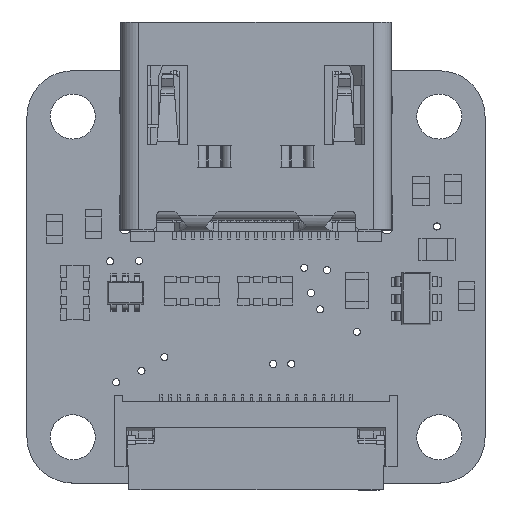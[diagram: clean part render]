
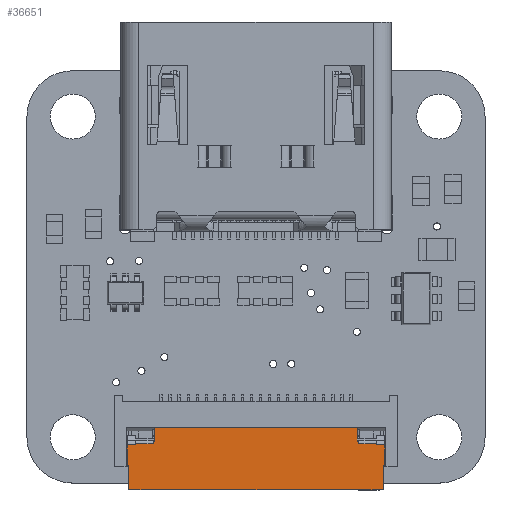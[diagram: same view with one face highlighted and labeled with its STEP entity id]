
A CAD part, top view. The second image highlights one B-rep face of the part: STEP entity #36651.
In plain terms, the highlighted planar face has unit normal (0, 0, 1).
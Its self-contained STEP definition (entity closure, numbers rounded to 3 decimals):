
#1268=PLANE('',#39233);
#3084=FACE_OUTER_BOUND('',#5018,.T.);
#5018=EDGE_LOOP('',(#31533,#31534,#31535,#31536,#31537,#31538,#31539,#31540,
#31541,#31542,#31543,#31544,#31545,#31546,#31547,#31548,#31549,#31550,#31551,
#31552,#31553,#31554,#31555,#31556,#31557,#31558,#31559,#31560));
#8535=LINE('',#58195,#13050);
#8537=LINE('',#58201,#13052);
#8562=LINE('',#58252,#13077);
#8605=LINE('',#58344,#13120);
#8606=LINE('',#58346,#13121);
#8607=LINE('',#58348,#13122);
#8608=LINE('',#58350,#13123);
#8609=LINE('',#58352,#13124);
#8610=LINE('',#58354,#13125);
#8611=LINE('',#58356,#13126);
#8612=LINE('',#58358,#13127);
#8613=LINE('',#58360,#13128);
#8614=LINE('',#58362,#13129);
#8615=LINE('',#58364,#13130);
#8616=LINE('',#58366,#13131);
#8617=LINE('',#58368,#13132);
#8618=LINE('',#58370,#13133);
#8619=LINE('',#58372,#13134);
#8620=LINE('',#58374,#13135);
#8621=LINE('',#58376,#13136);
#8622=LINE('',#58378,#13137);
#8623=LINE('',#58380,#13138);
#8624=LINE('',#58382,#13139);
#8625=LINE('',#58384,#13140);
#8626=LINE('',#58386,#13141);
#8627=LINE('',#58388,#13142);
#8628=LINE('',#58390,#13143);
#8629=LINE('',#58391,#13144);
#13050=VECTOR('',#46696,10.);
#13052=VECTOR('',#46700,10.);
#13077=VECTOR('',#46731,10.);
#13120=VECTOR('',#46808,0.32);
#13121=VECTOR('',#46809,0.139);
#13122=VECTOR('',#46810,0.975);
#13123=VECTOR('',#46811,0.07);
#13124=VECTOR('',#46812,0.455);
#13125=VECTOR('',#46813,1.151);
#13126=VECTOR('',#46814,0.08);
#13127=VECTOR('',#46815,1.35);
#13128=VECTOR('',#46816,1.35);
#13129=VECTOR('',#46817,0.05);
#13130=VECTOR('',#46818,0.75);
#13131=VECTOR('',#46819,0.05);
#13132=VECTOR('',#46820,9.9);
#13133=VECTOR('',#46821,0.05);
#13134=VECTOR('',#46822,0.75);
#13135=VECTOR('',#46823,0.05);
#13136=VECTOR('',#46824,1.35);
#13137=VECTOR('',#46825,1.35);
#13138=VECTOR('',#46826,0.08);
#13139=VECTOR('',#46827,1.151);
#13140=VECTOR('',#46828,0.455);
#13141=VECTOR('',#46829,0.07);
#13142=VECTOR('',#46830,0.975);
#13143=VECTOR('',#46831,0.139);
#13144=VECTOR('',#46832,0.32);
#17648=VERTEX_POINT('',#58163);
#17663=VERTEX_POINT('',#58193);
#17664=VERTEX_POINT('',#58197);
#17666=VERTEX_POINT('',#58200);
#17721=VERTEX_POINT('',#58343);
#17722=VERTEX_POINT('',#58345);
#17723=VERTEX_POINT('',#58347);
#17724=VERTEX_POINT('',#58349);
#17725=VERTEX_POINT('',#58351);
#17726=VERTEX_POINT('',#58353);
#17727=VERTEX_POINT('',#58355);
#17728=VERTEX_POINT('',#58357);
#17729=VERTEX_POINT('',#58359);
#17730=VERTEX_POINT('',#58361);
#17731=VERTEX_POINT('',#58363);
#17732=VERTEX_POINT('',#58365);
#17733=VERTEX_POINT('',#58367);
#17734=VERTEX_POINT('',#58369);
#17735=VERTEX_POINT('',#58371);
#17736=VERTEX_POINT('',#58373);
#17737=VERTEX_POINT('',#58375);
#17738=VERTEX_POINT('',#58377);
#17739=VERTEX_POINT('',#58379);
#17740=VERTEX_POINT('',#58381);
#17741=VERTEX_POINT('',#58383);
#17742=VERTEX_POINT('',#58385);
#17743=VERTEX_POINT('',#58387);
#17744=VERTEX_POINT('',#58389);
#22424=EDGE_CURVE('',#17663,#17648,#8535,.T.);
#22426=EDGE_CURVE('',#17664,#17666,#8537,.T.);
#22452=EDGE_CURVE('',#17648,#17664,#8562,.T.);
#22498=EDGE_CURVE('',#17721,#17663,#8605,.T.);
#22499=EDGE_CURVE('',#17721,#17722,#8606,.T.);
#22500=EDGE_CURVE('',#17722,#17723,#8607,.T.);
#22501=EDGE_CURVE('',#17723,#17724,#8608,.T.);
#22502=EDGE_CURVE('',#17725,#17724,#8609,.T.);
#22503=EDGE_CURVE('',#17725,#17726,#8610,.T.);
#22504=EDGE_CURVE('',#17727,#17726,#8611,.T.);
#22505=EDGE_CURVE('',#17727,#17728,#8612,.T.);
#22506=EDGE_CURVE('',#17729,#17728,#8613,.T.);
#22507=EDGE_CURVE('',#17729,#17730,#8614,.T.);
#22508=EDGE_CURVE('',#17731,#17730,#8615,.T.);
#22509=EDGE_CURVE('',#17732,#17731,#8616,.T.);
#22510=EDGE_CURVE('',#17733,#17732,#8617,.T.);
#22511=EDGE_CURVE('',#17733,#17734,#8618,.T.);
#22512=EDGE_CURVE('',#17735,#17734,#8619,.T.);
#22513=EDGE_CURVE('',#17736,#17735,#8620,.T.);
#22514=EDGE_CURVE('',#17737,#17736,#8621,.T.);
#22515=EDGE_CURVE('',#17738,#17737,#8622,.T.);
#22516=EDGE_CURVE('',#17738,#17739,#8623,.T.);
#22517=EDGE_CURVE('',#17740,#17739,#8624,.T.);
#22518=EDGE_CURVE('',#17741,#17740,#8625,.T.);
#22519=EDGE_CURVE('',#17742,#17741,#8626,.T.);
#22520=EDGE_CURVE('',#17743,#17742,#8627,.T.);
#22521=EDGE_CURVE('',#17744,#17743,#8628,.T.);
#22522=EDGE_CURVE('',#17666,#17744,#8629,.T.);
#31533=ORIENTED_EDGE('',*,*,#22426,.F.);
#31534=ORIENTED_EDGE('',*,*,#22452,.F.);
#31535=ORIENTED_EDGE('',*,*,#22424,.F.);
#31536=ORIENTED_EDGE('',*,*,#22498,.F.);
#31537=ORIENTED_EDGE('',*,*,#22499,.T.);
#31538=ORIENTED_EDGE('',*,*,#22500,.T.);
#31539=ORIENTED_EDGE('',*,*,#22501,.T.);
#31540=ORIENTED_EDGE('',*,*,#22502,.F.);
#31541=ORIENTED_EDGE('',*,*,#22503,.T.);
#31542=ORIENTED_EDGE('',*,*,#22504,.F.);
#31543=ORIENTED_EDGE('',*,*,#22505,.T.);
#31544=ORIENTED_EDGE('',*,*,#22506,.F.);
#31545=ORIENTED_EDGE('',*,*,#22507,.T.);
#31546=ORIENTED_EDGE('',*,*,#22508,.F.);
#31547=ORIENTED_EDGE('',*,*,#22509,.F.);
#31548=ORIENTED_EDGE('',*,*,#22510,.F.);
#31549=ORIENTED_EDGE('',*,*,#22511,.T.);
#31550=ORIENTED_EDGE('',*,*,#22512,.F.);
#31551=ORIENTED_EDGE('',*,*,#22513,.F.);
#31552=ORIENTED_EDGE('',*,*,#22514,.F.);
#31553=ORIENTED_EDGE('',*,*,#22515,.F.);
#31554=ORIENTED_EDGE('',*,*,#22516,.T.);
#31555=ORIENTED_EDGE('',*,*,#22517,.F.);
#31556=ORIENTED_EDGE('',*,*,#22518,.F.);
#31557=ORIENTED_EDGE('',*,*,#22519,.F.);
#31558=ORIENTED_EDGE('',*,*,#22520,.F.);
#31559=ORIENTED_EDGE('',*,*,#22521,.F.);
#31560=ORIENTED_EDGE('',*,*,#22522,.F.);
#36651=ADVANCED_FACE('',(#3084),#1268,.T.);
#39233=AXIS2_PLACEMENT_3D('',#58342,#46806,#46807);
#46696=DIRECTION('',(0.,-1.,0.));
#46700=DIRECTION('',(0.,1.,0.));
#46731=DIRECTION('',(-1.,0.,0.));
#46806=DIRECTION('center_axis',(0.,0.,1.));
#46807=DIRECTION('ref_axis',(0.,1.,0.));
#46808=DIRECTION('',(-1.,0.,0.));
#46809=DIRECTION('',(0.,1.,0.));
#46810=DIRECTION('',(1.,0.,0.));
#46811=DIRECTION('',(0.,1.,0.));
#46812=DIRECTION('',(-1.,0.,0.));
#46813=DIRECTION('',(0.,1.,0.));
#46814=DIRECTION('',(1.,0.,0.));
#46815=DIRECTION('',(0.,1.,0.));
#46816=DIRECTION('',(1.,0.,0.));
#46817=DIRECTION('',(0.,-1.,0.));
#46818=DIRECTION('',(1.,0.,0.));
#46819=DIRECTION('',(0.,-1.,0.));
#46820=DIRECTION('',(1.,0.,0.));
#46821=DIRECTION('',(0.,-1.,0.));
#46822=DIRECTION('',(1.,0.,0.));
#46823=DIRECTION('',(0.,-1.,0.));
#46824=DIRECTION('',(1.,0.,0.));
#46825=DIRECTION('',(0.,1.,0.));
#46826=DIRECTION('',(-1.,0.,0.));
#46827=DIRECTION('',(0.,1.,0.));
#46828=DIRECTION('',(-1.,0.,0.));
#46829=DIRECTION('',(0.,1.,0.));
#46830=DIRECTION('',(-1.,0.,0.));
#46831=DIRECTION('',(0.,1.,0.));
#46832=DIRECTION('',(-1.,0.,0.));
#58163=CARTESIAN_POINT('',(5.615,0.97,1.85));
#58193=CARTESIAN_POINT('',(5.615,1.74,1.85));
#58195=CARTESIAN_POINT('',(5.615,0.663,1.85));
#58197=CARTESIAN_POINT('',(-5.615,0.97,1.85));
#58200=CARTESIAN_POINT('',(-5.615,1.74,1.85));
#58201=CARTESIAN_POINT('',(-5.615,2.388,1.85));
#58252=CARTESIAN_POINT('',(2.875,0.97,1.85));
#58342=CARTESIAN_POINT('Origin',(5.7,1.74,1.85));
#58343=CARTESIAN_POINT('',(5.7,1.74,1.85));
#58344=CARTESIAN_POINT('',(5.7,1.74,1.85));
#58345=CARTESIAN_POINT('',(5.7,1.879,1.85));
#58346=CARTESIAN_POINT('',(5.7,1.74,1.85));
#58347=CARTESIAN_POINT('',(6.675,1.879,1.85));
#58348=CARTESIAN_POINT('',(5.7,1.879,1.85));
#58349=CARTESIAN_POINT('',(6.675,1.949,1.85));
#58350=CARTESIAN_POINT('',(6.675,1.879,1.85));
#58351=CARTESIAN_POINT('',(7.13,1.949,1.85));
#58352=CARTESIAN_POINT('',(7.13,1.949,1.85));
#58353=CARTESIAN_POINT('',(7.13,3.1,1.85));
#58354=CARTESIAN_POINT('',(7.13,1.949,1.85));
#58355=CARTESIAN_POINT('',(7.05,3.1,1.85));
#58356=CARTESIAN_POINT('',(7.05,3.1,1.85));
#58357=CARTESIAN_POINT('',(7.05,4.45,1.85));
#58358=CARTESIAN_POINT('',(7.05,3.1,1.85));
#58359=CARTESIAN_POINT('',(5.7,4.45,1.85));
#58360=CARTESIAN_POINT('',(5.7,4.45,1.85));
#58361=CARTESIAN_POINT('',(5.7,4.4,1.85));
#58362=CARTESIAN_POINT('',(5.7,4.45,1.85));
#58363=CARTESIAN_POINT('',(4.95,4.4,1.85));
#58364=CARTESIAN_POINT('',(4.95,4.4,1.85));
#58365=CARTESIAN_POINT('',(4.95,4.45,1.85));
#58366=CARTESIAN_POINT('',(4.95,4.45,1.85));
#58367=CARTESIAN_POINT('',(-4.95,4.45,1.85));
#58368=CARTESIAN_POINT('',(-4.95,4.45,1.85));
#58369=CARTESIAN_POINT('',(-4.95,4.4,1.85));
#58370=CARTESIAN_POINT('',(-4.95,4.45,1.85));
#58371=CARTESIAN_POINT('',(-5.7,4.4,1.85));
#58372=CARTESIAN_POINT('',(-5.7,4.4,1.85));
#58373=CARTESIAN_POINT('',(-5.7,4.45,1.85));
#58374=CARTESIAN_POINT('',(-5.7,4.45,1.85));
#58375=CARTESIAN_POINT('',(-7.05,4.45,1.85));
#58376=CARTESIAN_POINT('',(-7.05,4.45,1.85));
#58377=CARTESIAN_POINT('',(-7.05,3.1,1.85));
#58378=CARTESIAN_POINT('',(-7.05,3.1,1.85));
#58379=CARTESIAN_POINT('',(-7.13,3.1,1.85));
#58380=CARTESIAN_POINT('',(-7.05,3.1,1.85));
#58381=CARTESIAN_POINT('',(-7.13,1.949,1.85));
#58382=CARTESIAN_POINT('',(-7.13,1.949,1.85));
#58383=CARTESIAN_POINT('',(-6.675,1.949,1.85));
#58384=CARTESIAN_POINT('',(-6.675,1.949,1.85));
#58385=CARTESIAN_POINT('',(-6.675,1.879,1.85));
#58386=CARTESIAN_POINT('',(-6.675,1.879,1.85));
#58387=CARTESIAN_POINT('',(-5.7,1.879,1.85));
#58388=CARTESIAN_POINT('',(-5.7,1.879,1.85));
#58389=CARTESIAN_POINT('',(-5.7,1.74,1.85));
#58390=CARTESIAN_POINT('',(-5.7,1.74,1.85));
#58391=CARTESIAN_POINT('',(-5.38,1.74,1.85));
